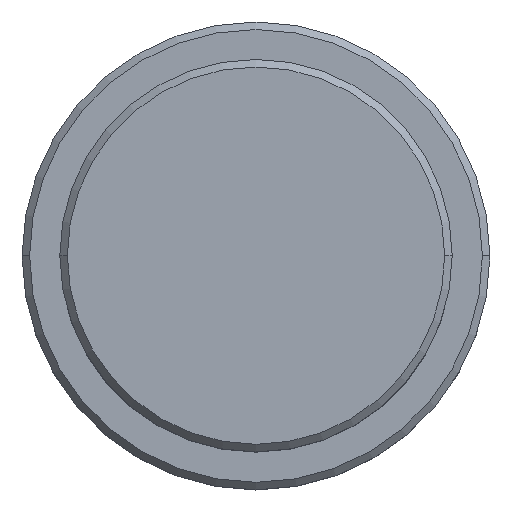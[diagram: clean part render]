
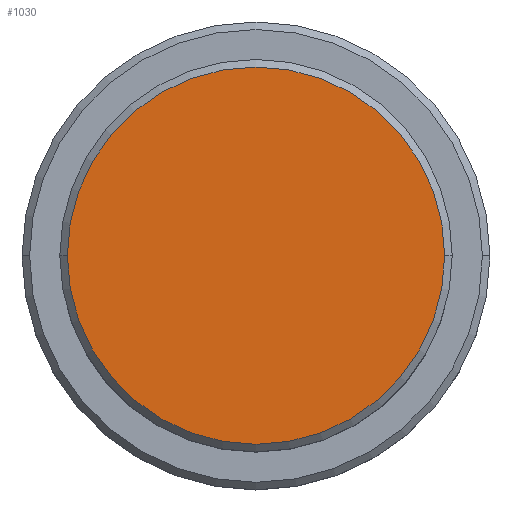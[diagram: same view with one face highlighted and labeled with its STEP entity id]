
A CAD part, top view. The second image highlights one B-rep face of the part: STEP entity #1030.
In plain terms, the highlighted planar face has unit normal (0, 0, 1).
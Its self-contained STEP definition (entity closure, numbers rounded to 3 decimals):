
#2 = AXIS2_PLACEMENT_3D ( 'NONE', #993, #215, #1405 ) ;
#37 = PLANE ( 'NONE',  #768 ) ;
#101 = CARTESIAN_POINT ( 'NONE',  ( -12.5, 0., 0. ) ) ;
#123 = EDGE_CURVE ( 'NONE', #489, #805, #1146, .T. ) ;
#199 = ORIENTED_EDGE ( 'NONE', *, *, #826, .T. ) ;
#215 = DIRECTION ( 'NONE',  ( 0., 0., 1. ) ) ;
#434 = EDGE_LOOP ( 'NONE', ( #199, #891 ) ) ;
#478 = CARTESIAN_POINT ( 'NONE',  ( 0., 0., 0. ) ) ;
#489 = VERTEX_POINT ( 'NONE', #905 ) ;
#549 = AXIS2_PLACEMENT_3D ( 'NONE', #1005, #770, #1207 ) ;
#569 = DIRECTION ( 'NONE',  ( 0., 0., 1. ) ) ;
#644 = CIRCLE ( 'NONE', #2, 12.5 ) ;
#768 = AXIS2_PLACEMENT_3D ( 'NONE', #478, #569, #1012 ) ;
#770 = DIRECTION ( 'NONE',  ( 0., 0., 1. ) ) ;
#805 = VERTEX_POINT ( 'NONE', #101 ) ;
#826 = EDGE_CURVE ( 'NONE', #805, #489, #644, .T. ) ;
#891 = ORIENTED_EDGE ( 'NONE', *, *, #123, .T. ) ;
#905 = CARTESIAN_POINT ( 'NONE',  ( 12.5, 0., 0. ) ) ;
#993 = CARTESIAN_POINT ( 'NONE',  ( 0., 0., 0. ) ) ;
#1005 = CARTESIAN_POINT ( 'NONE',  ( 0., 0., 0. ) ) ;
#1012 = DIRECTION ( 'NONE',  ( 1., 0., 0. ) ) ;
#1030 = ADVANCED_FACE ( 'NONE', ( #1239 ), #37, .T. ) ;
#1146 = CIRCLE ( 'NONE', #549, 12.5 ) ;
#1207 = DIRECTION ( 'NONE',  ( 1., 0., 0. ) ) ;
#1239 = FACE_OUTER_BOUND ( 'NONE', #434, .T. ) ;
#1405 = DIRECTION ( 'NONE',  ( 1., 0., 0. ) ) ;
